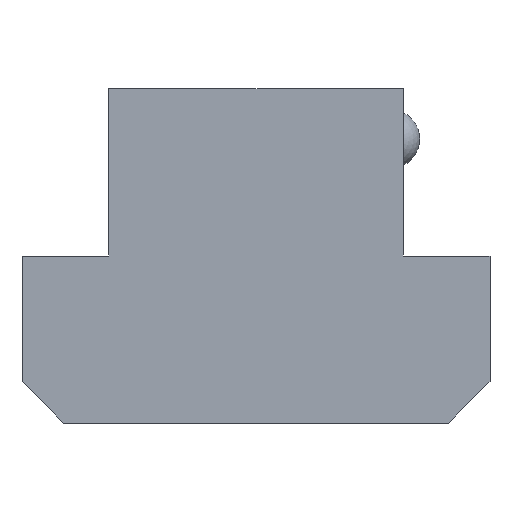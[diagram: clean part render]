
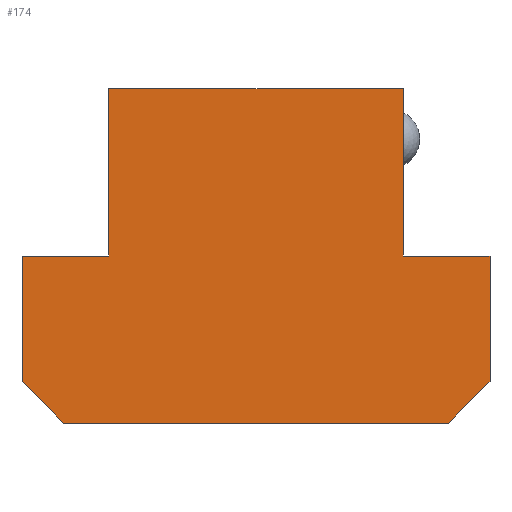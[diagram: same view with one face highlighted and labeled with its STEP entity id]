
A CAD part, front view. The second image highlights one B-rep face of the part: STEP entity #174.
In plain terms, the highlighted planar face has unit normal (0, -1, 0).
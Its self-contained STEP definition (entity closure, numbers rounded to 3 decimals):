
#116=EDGE_CURVE('',#132,#238,#308,.T.);
#122=EDGE_CURVE('',#150,#132,#314,.T.);
#128=EDGE_CURVE('',#224,#130,#320,.T.);
#130=VERTEX_POINT('',#322);
#132=VERTEX_POINT('',#324);
#134=VERTEX_POINT('',#326);
#138=EDGE_CURVE('',#130,#150,#330,.T.);
#148=EDGE_CURVE('',#134,#224,#342,.T.);
#150=VERTEX_POINT('',#344);
#156=EDGE_CURVE('',#188,#134,#350,.T.);
#174=ADVANCED_FACE('',(#371),#372,.T.);
#188=VERTEX_POINT('',#389);
#198=EDGE_CURVE('',#216,#188,#400,.T.);
#214=EDGE_CURVE('',#266,#216,#416,.T.);
#216=VERTEX_POINT('',#418);
#224=VERTEX_POINT('',#428);
#228=EDGE_CURVE('',#238,#256,#432,.T.);
#238=VERTEX_POINT('',#442);
#242=EDGE_CURVE('',#256,#266,#446,.T.);
#256=VERTEX_POINT('',#461);
#266=VERTEX_POINT('',#473);
#308=LINE('',#512,#513);
#314=LINE('',#522,#523);
#320=LINE('',#534,#535);
#322=CARTESIAN_POINT('',(8.8,-14.0,10.0));
#324=CARTESIAN_POINT('',(14.0,-14.0,0.0));
#326=CARTESIAN_POINT('',(-8.8,-14.0,0.0));
#330=LINE('',#548,#549);
#342=LINE('',#564,#565);
#344=CARTESIAN_POINT('',(8.8,-14.0,0.0));
#350=LINE('',#576,#577);
#371=FACE_OUTER_BOUND('',#599,.T.);
#372=PLANE('',#600);
#389=CARTESIAN_POINT('',(-14.,-14.0,0.0));
#400=LINE('',#630,#631);
#416=LINE('',#660,#661);
#418=CARTESIAN_POINT('',(-14.,-14.0,-7.5));
#428=CARTESIAN_POINT('',(-8.8,-14.0,10.0));
#432=LINE('',#681,#682);
#442=CARTESIAN_POINT('',(14.0,-14.0,-7.5));
#446=LINE('',#706,#707);
#461=CARTESIAN_POINT('',(11.5,-14.0,-10.0));
#473=CARTESIAN_POINT('',(-11.5,-14.0,-10.0));
#512=CARTESIAN_POINT('',(14.0,-14.0,-7.5));
#513=VECTOR('',#779,1.0);
#522=CARTESIAN_POINT('',(14.0,-14.0,0.0));
#523=VECTOR('',#781,1.0);
#534=CARTESIAN_POINT('',(8.8,-14.0,10.0));
#535=VECTOR('',#784,1.0);
#548=CARTESIAN_POINT('',(8.8,-14.0,0.0));
#549=VECTOR('',#786,1.0);
#564=CARTESIAN_POINT('',(-8.8,-14.0,10.0));
#565=VECTOR('',#804,1.0);
#576=CARTESIAN_POINT('',(-8.8,-14.0,0.0));
#577=VECTOR('',#806,1.0);
#599=EDGE_LOOP('',(#833,#834,#835,#836,#837,#838,#839,#840,#841,#842));
#600=AXIS2_PLACEMENT_3D('',#843,#844,#845);
#630=CARTESIAN_POINT('',(-14.,-14.0,0.0));
#631=VECTOR('',#875,1.0);
#660=CARTESIAN_POINT('',(-14.,-14.0,-7.5));
#661=VECTOR('',#882,1.0);
#681=CARTESIAN_POINT('',(11.5,-14.0,-10.0));
#682=VECTOR('',#897,1.0);
#706=CARTESIAN_POINT('',(-11.5,-14.0,-10.0));
#707=VECTOR('',#905,1.0);
#779=DIRECTION('',(0.0,0.,-1.0));
#781=DIRECTION('',(1.0,0.0,0.0));
#784=DIRECTION('',(1.0,0.0,0.0));
#786=DIRECTION('',(0.0,0.,-1.0));
#804=DIRECTION('',(0.0,0.,1.0));
#806=DIRECTION('',(1.0,0.0,0.0));
#833=ORIENTED_EDGE('',*,*,#228,.F.);
#834=ORIENTED_EDGE('',*,*,#116,.F.);
#835=ORIENTED_EDGE('',*,*,#122,.F.);
#836=ORIENTED_EDGE('',*,*,#138,.F.);
#837=ORIENTED_EDGE('',*,*,#128,.F.);
#838=ORIENTED_EDGE('',*,*,#148,.F.);
#839=ORIENTED_EDGE('',*,*,#156,.F.);
#840=ORIENTED_EDGE('',*,*,#198,.F.);
#841=ORIENTED_EDGE('',*,*,#214,.F.);
#842=ORIENTED_EDGE('',*,*,#242,.F.);
#843=CARTESIAN_POINT('',(0.0,-14.0,-0.775));
#844=DIRECTION('',(0.0,-1.0,0.));
#845=DIRECTION('',(1.0,0.0,0.0));
#875=DIRECTION('',(0.0,0.,1.0));
#882=DIRECTION('',(-0.707,0.,0.707));
#897=DIRECTION('',(-0.707,0.,-0.707));
#905=DIRECTION('',(-1.0,0.0,0.0));
